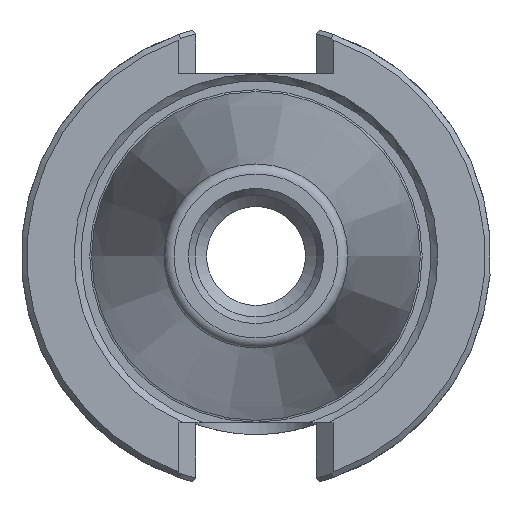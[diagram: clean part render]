
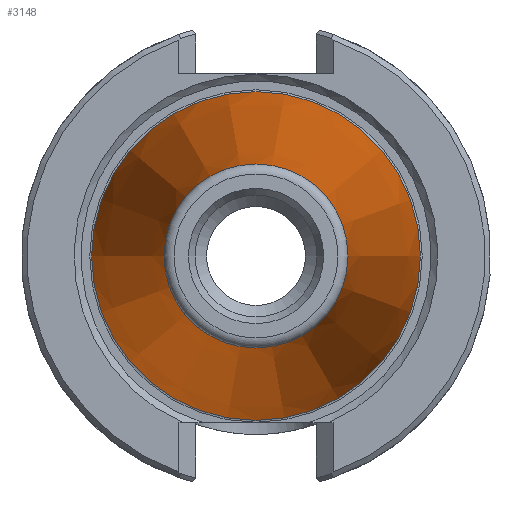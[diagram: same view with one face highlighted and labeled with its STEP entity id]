
A CAD part, left-side view. The second image highlights one B-rep face of the part: STEP entity #3148.
In plain terms, the highlighted conical face has half-angle 8.297 degrees and reference radius 17.248 mm.
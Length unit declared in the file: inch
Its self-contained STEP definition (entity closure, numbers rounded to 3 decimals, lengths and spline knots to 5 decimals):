
#3002=CARTESIAN_POINT('',(0.0,0.875,0.0));
#3003=VERTEX_POINT('',#3002);
#3004=CARTESIAN_POINT('',(0.0,0.0,0.0));
#3005=DIRECTION('',(1.0,0.,0.0));
#3006=DIRECTION('',(0.,1.0,0.0));
#3007=AXIS2_PLACEMENT_3D('',#3004,#3005,#3006);
#3008=CIRCLE('',#3007,0.875);
#3009=EDGE_CURVE('',#3003,#3003,#3008,.T.);
#3113=CARTESIAN_POINT('',(-2.64129,0.48982,0.));
#3114=VERTEX_POINT('',#3113);
#3115=CARTESIAN_POINT('',(-2.64129,0.,0.));
#3116=DIRECTION('',(-1.0,0.0,0.0));
#3117=DIRECTION('',(0.0,-1.0,0.0));
#3118=AXIS2_PLACEMENT_3D('',#3115,#3116,#3117);
#3119=CIRCLE('',#3118,0.48982);
#3120=EDGE_CURVE('',#3114,#3114,#3119,.T.);
#3137=CARTESIAN_POINT('',(-1.34375,0.0,0.0));
#3138=DIRECTION('',(1.0,0.0,0.0));
#3139=DIRECTION('',(0.,1.0,0.0));
#3140=AXIS2_PLACEMENT_3D('',#3137,#3138,#3139);
#3141=CONICAL_SURFACE('',#3140,0.67904,8.297);
#3142=ORIENTED_EDGE('',*,*,#3009,.F.);
#3143=EDGE_LOOP('',(#3142));
#3144=FACE_OUTER_BOUND('',#3143,.T.);
#3145=ORIENTED_EDGE('',*,*,#3120,.F.);
#3146=EDGE_LOOP('',(#3145));
#3147=FACE_BOUND('',#3146,.T.);
#3148=ADVANCED_FACE('',(#3144,#3147),#3141,.T.);
